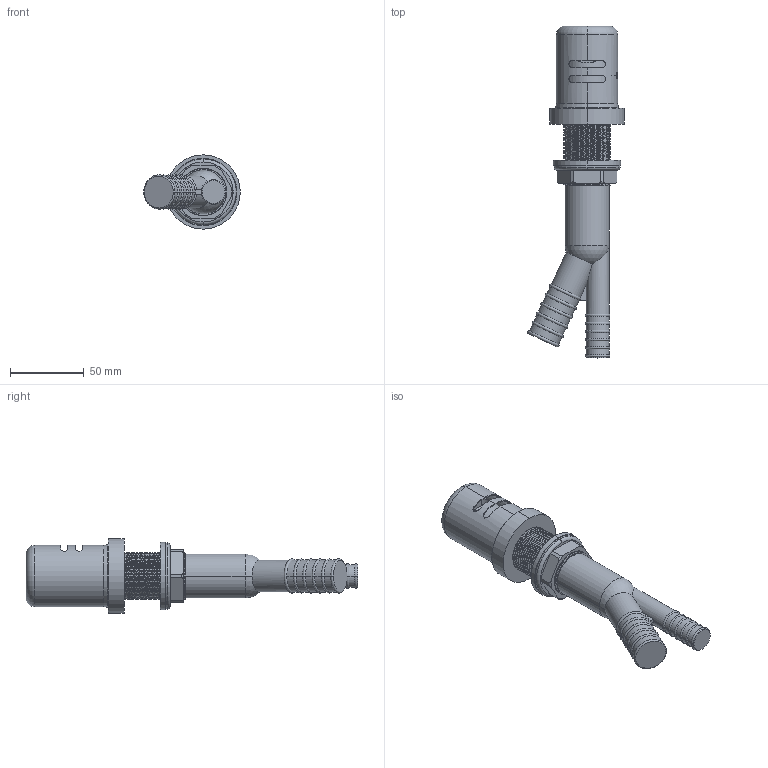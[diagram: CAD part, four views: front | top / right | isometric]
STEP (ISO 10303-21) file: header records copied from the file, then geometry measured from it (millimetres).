
FILE_DESCRIPTION((''),'2;1');
FILE_NAME('1500-5711','2021-10-04T15:21:26',('rsmith'),(''),'CREO PARAMETRIC BY PTC INC, 2018400','CREO PARAMETRIC BY PTC INC, 2018400','');
FILE_SCHEMA(('AUTOMOTIVE_DESIGN { 1 0 10303 214 1 1 1 1 }'));
Length unit declared in the file: inch
Products named in the file (1): 1500-5711
Bounding box: 65.33 x 224.7 x 50.29 mm (x, y, z)
Volume: 167073.8 mm3; surface area: 51248 mm2
Topology: 1 solids, 1 shells, 267 faces, 684 edges, 432 vertices
Faces by surface type: cylinder 130, plane 68, bspline 34, torus 29, cone 4, sphere 2
Entity records: 25956 total; most frequent: CARTESIAN_POINT 17015, ORIENTED_EDGE 1368, DIRECTION 1111, PRESENTATION_STYLE_ASSIGNMENT 771, STYLED_ITEM 767, CURVE_STYLE 684, EDGE_CURVE 684, VERTEX_POINT 432
